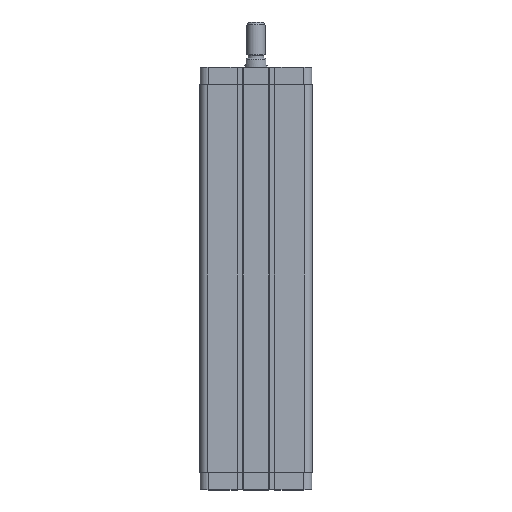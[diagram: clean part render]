
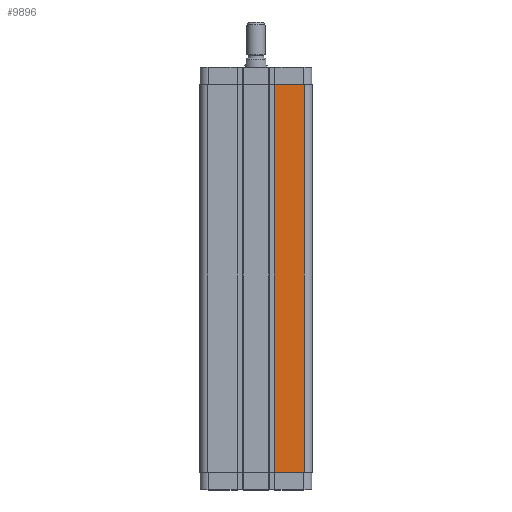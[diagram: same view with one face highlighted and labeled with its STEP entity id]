
A CAD part, top view. The second image highlights one B-rep face of the part: STEP entity #9896.
In plain terms, the highlighted planar face has unit normal (0, 0, 1).
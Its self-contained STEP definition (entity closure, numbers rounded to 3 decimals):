
#6747=CARTESIAN_POINT('',(20.75,214.,62.));
#6748=VERTEX_POINT('',#6747);
#6756=CARTESIAN_POINT('',(53.,214.,62.));
#6757=VERTEX_POINT('',#6756);
#6758=CARTESIAN_POINT('',(53.,214.,62.));
#6759=DIRECTION('',(-1.0,0.0,0.0));
#6760=VECTOR('',#6759,32.25);
#6761=LINE('',#6758,#6760);
#6762=EDGE_CURVE('',#6757,#6748,#6761,.T.);
#9397=CARTESIAN_POINT('',(53.,-214.,62.));
#9398=VERTEX_POINT('',#9397);
#9406=CARTESIAN_POINT('',(20.75,-214.,62.));
#9407=VERTEX_POINT('',#9406);
#9408=CARTESIAN_POINT('',(20.75,-214.,62.));
#9409=DIRECTION('',(1.0,0.0,0.0));
#9410=VECTOR('',#9409,32.25);
#9411=LINE('',#9408,#9410);
#9412=EDGE_CURVE('',#9407,#9398,#9411,.T.);
#9869=CARTESIAN_POINT('',(53.,-214.,62.));
#9870=DIRECTION('',(0.0,1.0,0.0));
#9871=VECTOR('',#9870,428.);
#9872=LINE('',#9869,#9871);
#9873=EDGE_CURVE('',#9398,#6757,#9872,.T.);
#9880=CARTESIAN_POINT('',(53.,0.0,62.));
#9881=DIRECTION('',(0.0,0.0,1.0));
#9882=DIRECTION('',(1.0,0.0,0.0));
#9883=AXIS2_PLACEMENT_3D('',#9880,#9881,#9882);
#9884=PLANE('',#9883);
#9885=ORIENTED_EDGE('',*,*,#6762,.T.);
#9886=CARTESIAN_POINT('',(20.75,-214.,62.));
#9887=DIRECTION('',(0.0,1.0,0.0));
#9888=VECTOR('',#9887,428.);
#9889=LINE('',#9886,#9888);
#9890=EDGE_CURVE('',#9407,#6748,#9889,.T.);
#9891=ORIENTED_EDGE('',*,*,#9890,.F.);
#9892=ORIENTED_EDGE('',*,*,#9412,.T.);
#9893=ORIENTED_EDGE('',*,*,#9873,.T.);
#9894=EDGE_LOOP('',(#9885,#9891,#9892,#9893));
#9895=FACE_OUTER_BOUND('',#9894,.T.);
#9896=ADVANCED_FACE('',(#9895),#9884,.T.);
